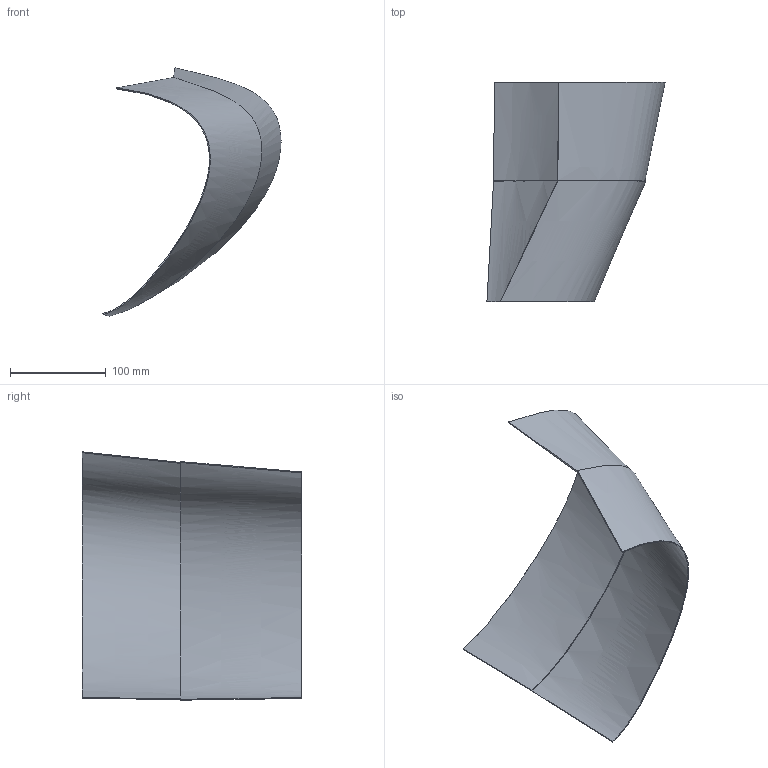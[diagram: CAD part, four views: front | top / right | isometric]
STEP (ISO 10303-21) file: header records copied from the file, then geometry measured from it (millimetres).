
FILE_DESCRIPTION(/* description */ (''),/* implementation_level */ '2;1');
FILE_NAME(/* name */ 'kante.stp',/* time_stamp */ '2014-02-08T14:31:30+01:00',/* author */ ('Stephan'),/* organization */ (''),/* preprocessor_version */ 'ST-DEVELOPER v15.2',/* originating_system */ 'Autodesk Inventor 2014',/* authorisation */ '');
FILE_SCHEMA (('AUTOMOTIVE_DESIGN { 1 0 10303 214 3 1 1 }'));
Length unit declared in the file: millimetre
Products named in the file (1): kante
Bounding box: 185.97 x 229.11 x 259.26 mm (x, y, z)
Volume: 62774.7 mm3; surface area: 176319.9 mm2
Topology: 2 solids, 2 shells, 12 faces, 23 edges, 14 vertices
Faces by surface type: bspline 12
Entity records: 10483 total; most frequent: CARTESIAN_POINT 10262, ORIENTED_EDGE 48, EDGE_CURVE 23, VERTEX_POINT 14, DIRECTION 14, LINE 12, VECTOR 12, FACE_OUTER_BOUND 12
